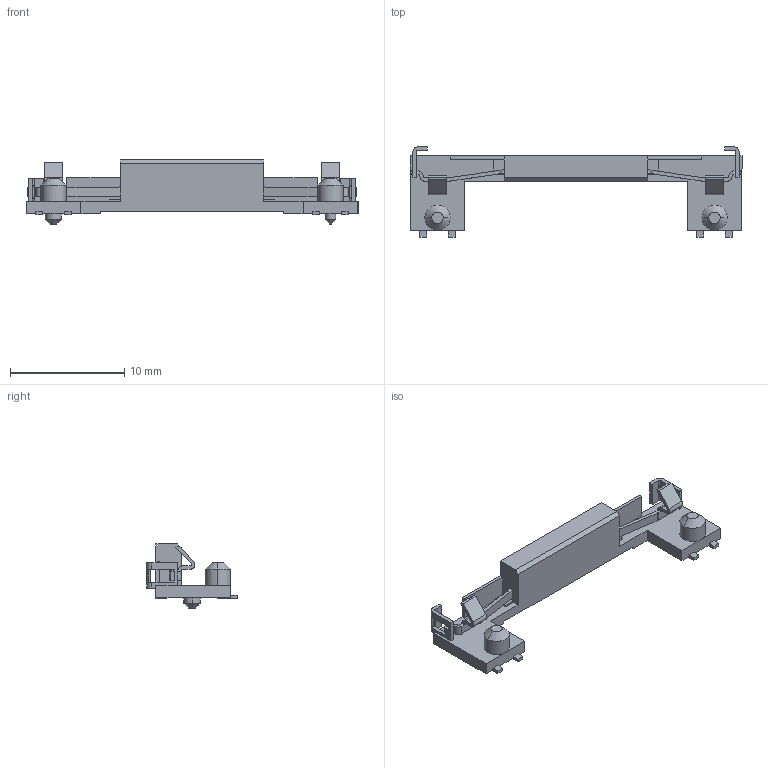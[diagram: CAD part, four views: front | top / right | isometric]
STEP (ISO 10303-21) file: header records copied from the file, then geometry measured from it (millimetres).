
FILE_DESCRIPTION (( 'STEP AP203' ), '1' );
FILE_NAME ('K3D-MM60-EZH039-B5-R2 JAE Connector Division Proprietary.STEP', '2009-01-23T00:22:35', ( '' ), ( '' ), 'SwSTEP 2.0', 'SolidWorks 2008', '' );
FILE_SCHEMA (( 'CONFIG_CONTROL_DESIGN' ));
Length unit declared in the file: millimetre
Products named in the file (1): K3D-MM60-EZH039-B5-R2 JAE Connector Division Proprietary
Bounding box: 29 x 7.9 x 5.6 mm (x, y, z)
Volume: 239.2 mm3; surface area: 558.6 mm2
Topology: 1 solids, 1 shells, 175 faces, 505 edges, 328 vertices
Faces by surface type: plane 127, cylinder 38, cone 8, bspline 2
Entity records: 5820 total; most frequent: CARTESIAN_POINT 1061, ORIENTED_EDGE 1010, DIRECTION 945, EDGE_CURVE 505, VECTOR 409, LINE 409, VERTEX_POINT 328, AXIS2_PLACEMENT_3D 268
